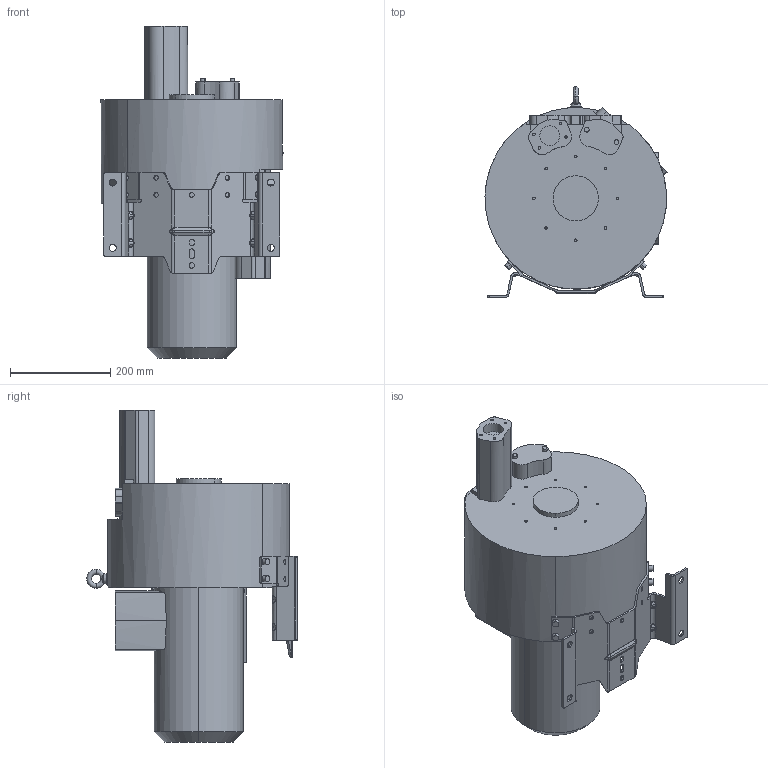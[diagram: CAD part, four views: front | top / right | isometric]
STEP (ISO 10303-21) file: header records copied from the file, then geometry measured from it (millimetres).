
FILE_DESCRIPTION (( 'STEP AP203' ), '1' );
FILE_NAME ('4RB430-0AP31-1.STEP', '2025-05-26T06:33:07', ( '' ), ( '' ), 'SwSTEP 2.0', 'SolidWorks 2025', '' );
FILE_SCHEMA (( 'CONFIG_CONTROL_DESIGN' ));
Length unit declared in the file: millimetre
Products named in the file (1): 4RB430-0AP31-1
Bounding box: 362.62 x 419.71 x 661.39 mm (x, y, z)
Volume: 31293264.6 mm3; surface area: 935791 mm2
Topology: 1 solids, 9 shells, 717 faces, 1858 edges, 1198 vertices
Faces by surface type: cylinder 338, plane 252, bspline 98, torus 18, cone 7, sphere 4
Entity records: 30653 total; most frequent: CARTESIAN_POINT 14219, ORIENTED_EDGE 3716, DIRECTION 2966, EDGE_CURVE 1858, VERTEX_POINT 1198, AXIS2_PLACEMENT_3D 1141, EDGE_LOOP 788, ADVANCED_FACE 717
